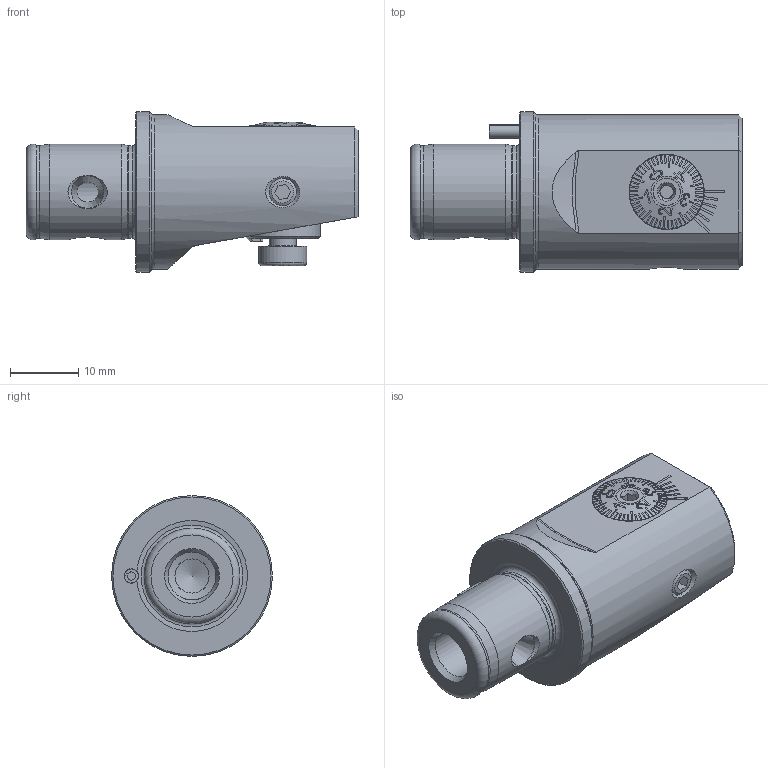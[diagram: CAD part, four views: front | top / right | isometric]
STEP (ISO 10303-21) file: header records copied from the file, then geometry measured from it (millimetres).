
FILE_DESCRIPTION(/* description */ ('STEP AP203'),/* implementation_level */ '2;1');
FILE_NAME(/* name */ 'S14-FBH24-31.stp',/* time_stamp */ '2022-08-05T13:59:51+09:00',/* author */ ('KKK'),/* organization */ (''),/* preprocessor_version */ 'ST-DEVELOPER v18.1',/* originating_system */ 'Autodesk Inventor 2022',/* authorisation */ '');
FILE_SCHEMA (('AUTOMOTIVE_DESIGN { 1 0 10303 214 3 1 1 }'));
Length unit declared in the file: millimetre
Products named in the file (16): YG2-F20.AA4.035; YG2-F20.AA3.035_A_bohrungen gefllt; F20-BG1.AA4.011_verstellbar; F20-BG1.AA3.011_A_Standart ; F20-BG2.008.009_A; F20-BG2.011.003_A; DIN 3771 - 11x1_x; F20-BG2.007.006_A; F20-BG2.011.004_A; F20-BG1.008.006_B; F20-BG3.004.018_A; Klebstoff D4; DIN 7984 - M4 x 6_PreviewCfg; ISO 4762 - M1.4 x 6; ISO 4026 - M4 x 4; ISO 8752 2x10
Assembly tree (15 placements, depth 3):
  YG2-F20.AA4.035
    YG2-F20.AA3.035_A_bohrungen gefllt
    F20-BG1.AA4.011_verstellbar
      F20-BG1.AA3.011_A_Standart 
      F20-BG2.008.009_A
      F20-BG2.011.003_A
      DIN 3771 - 11x1_x
      F20-BG2.007.006_A
      F20-BG2.011.004_A
      F20-BG1.008.006_B
    F20-BG3.004.018_A
    Klebstoff D4
    DIN 7984 - M4 x 6_PreviewCfg
    ISO 4762 - M1.4 x 6
    ISO 4026 - M4 x 4
    ISO 8752 2x10
Bounding box: 48.5 x 23.5 x 23.5 mm (x, y, z)
Volume: 12133.2 mm3; surface area: 7983.4 mm2
Topology: 14 solids, 14 shells, 523 faces, 1396 edges, 913 vertices
Faces by surface type: plane 290, cone 112, cylinder 61, bspline 37, torus 23
Full cylindrical faces by diameter (mm): 1.08 x1, 1.4 x1, 1.5 x2, 1.9 x1, 2.1 x7, 2.6 x1, 3 x2, 3.3 x2, 3.95 x2, 4 x8, 4.5 x1, 5 x1, 5.4 x1, 5.7 x1, 6 x2, 6.2 x1, 6.5 x1, 7 x2, 8 x4, 8.65 x1, 10.85 x1, 10.98 x1, 11 x3, 13.5 x1, 14 x1, 22.5 x1, 23.5 x1
Entity records: 19591 total; most frequent: CARTESIAN_POINT 6587, ORIENTED_EDGE 2776, DIRECTION 2510, EDGE_CURVE 1388, AXIS2_PLACEMENT_3D 982, VERTEX_POINT 913, EDGE_LOOP 571, LINE 546
